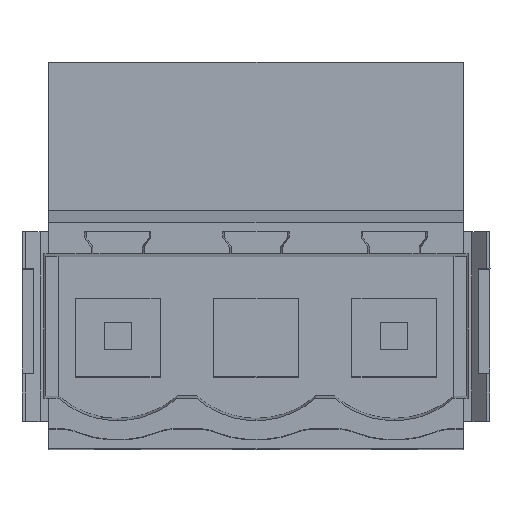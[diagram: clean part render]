
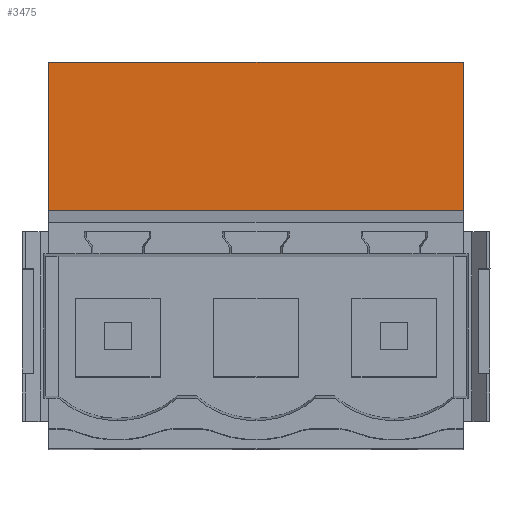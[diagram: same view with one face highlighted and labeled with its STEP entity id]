
A CAD part, top view. The second image highlights one B-rep face of the part: STEP entity #3475.
In plain terms, the highlighted planar face has unit normal (0, 0, 1).
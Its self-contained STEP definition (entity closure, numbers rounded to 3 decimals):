
#3462=AXIS2_PLACEMENT_3D('Plane Axis2P3D',#3459,#3460,#3461) ;
#937=CARTESIAN_POINT('Line Origine',(-0.975,11.084,19.383)) ;
#941=CARTESIAN_POINT('Vertex',(-0.975,14.2,19.383)) ;
#943=CARTESIAN_POINT('Vertex',(-0.975,7.968,19.383)) ;
#1330=CARTESIAN_POINT('Vertex',(-16.215,7.968,19.383)) ;
#1333=CARTESIAN_POINT('Line Origine',(-16.215,11.084,19.383)) ;
#1337=CARTESIAN_POINT('Vertex',(-16.215,14.2,19.383)) ;
#2194=CARTESIAN_POINT('Line Origine',(-8.595,14.2,19.383)) ;
#3459=CARTESIAN_POINT('Axis2P3D Location',(-21.295,6.771,19.383)) ;
#3464=CARTESIAN_POINT('Line Origine',(-8.595,7.968,19.383)) ;
#938=DIRECTION('Vector Direction',(0.,1.,0.)) ;
#1334=DIRECTION('Vector Direction',(0.,1.,0.)) ;
#2195=DIRECTION('Vector Direction',(-1.,0.,0.)) ;
#3460=DIRECTION('Axis2P3D Direction',(0.,0.,1.)) ;
#3461=DIRECTION('Axis2P3D XDirection',(0.,1.,0.)) ;
#3465=DIRECTION('Vector Direction',(-1.,0.,0.)) ;
#939=VECTOR('Line Direction',#938,1.) ;
#1335=VECTOR('Line Direction',#1334,1.) ;
#2196=VECTOR('Line Direction',#2195,1.) ;
#3466=VECTOR('Line Direction',#3465,1.) ;
#3470=ORIENTED_EDGE('',*,*,#3468,.F.) ;
#3471=ORIENTED_EDGE('',*,*,#945,.F.) ;
#3472=ORIENTED_EDGE('',*,*,#2198,.T.) ;
#3473=ORIENTED_EDGE('',*,*,#1339,.F.) ;
#3475=ADVANCED_FACE('HOUSING',(#3474),#3463,.T.) ;
#945=EDGE_CURVE('',#942,#944,#940,.F.) ;
#1339=EDGE_CURVE('',#1331,#1338,#1336,.T.) ;
#2198=EDGE_CURVE('',#942,#1338,#2197,.T.) ;
#3468=EDGE_CURVE('',#944,#1331,#3467,.T.) ;
#3469=EDGE_LOOP('',(#3470,#3471,#3472,#3473)) ;
#3474=FACE_OUTER_BOUND('',#3469,.T.) ;
#940=LINE('Line',#937,#939) ;
#1336=LINE('Line',#1333,#1335) ;
#2197=LINE('Line',#2194,#2196) ;
#3467=LINE('Line',#3464,#3466) ;
#3463=PLANE('',#3462) ;
#942=VERTEX_POINT('',#941) ;
#944=VERTEX_POINT('',#943) ;
#1331=VERTEX_POINT('',#1330) ;
#1338=VERTEX_POINT('',#1337) ;
